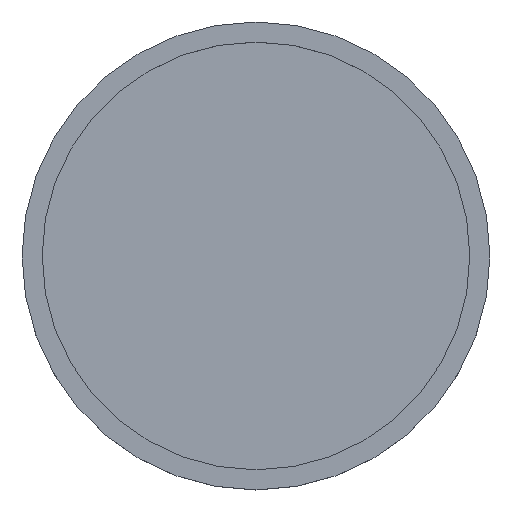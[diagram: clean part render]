
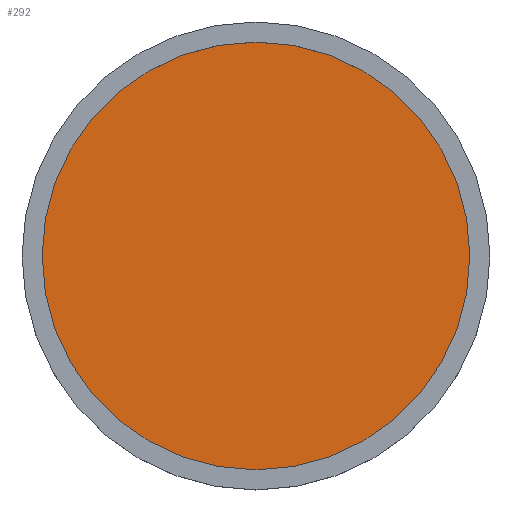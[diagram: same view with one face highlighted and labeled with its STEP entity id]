
A CAD part, top view. The second image highlights one B-rep face of the part: STEP entity #292.
In plain terms, the highlighted planar face has unit normal (0, 0, 1).
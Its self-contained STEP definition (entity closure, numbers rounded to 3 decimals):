
#1 = CIRCLE ( 'NONE', #35, 22.85 ) ;
#8 = DIRECTION ( 'NONE',  ( 0., 0., 1. ) ) ;
#24 = DIRECTION ( 'NONE',  ( 0., 0., 1. ) ) ;
#35 = AXIS2_PLACEMENT_3D ( 'NONE', #314, #8, #269 ) ;
#39 = EDGE_CURVE ( 'NONE', #271, #88, #286, .T. ) ;
#48 = AXIS2_PLACEMENT_3D ( 'NONE', #275, #24, #249 ) ;
#66 = FACE_OUTER_BOUND ( 'NONE', #171, .T. ) ;
#88 = VERTEX_POINT ( 'NONE', #262 ) ;
#89 = DIRECTION ( 'NONE',  ( 1., 0., 0. ) ) ;
#91 = AXIS2_PLACEMENT_3D ( 'NONE', #191, #94, #89 ) ;
#94 = DIRECTION ( 'NONE',  ( 0., 0., 1. ) ) ;
#104 = EDGE_CURVE ( 'NONE', #88, #271, #1, .T. ) ;
#109 = ORIENTED_EDGE ( 'NONE', *, *, #39, .T. ) ;
#126 = CARTESIAN_POINT ( 'NONE',  ( -22.85, 0., 3. ) ) ;
#171 = EDGE_LOOP ( 'NONE', ( #300, #109 ) ) ;
#191 = CARTESIAN_POINT ( 'NONE',  ( 0., 0., 3. ) ) ;
#227 = PLANE ( 'NONE',  #48 ) ;
#249 = DIRECTION ( 'NONE',  ( 1., 0., 0. ) ) ;
#262 = CARTESIAN_POINT ( 'NONE',  ( 22.85, 0., 3. ) ) ;
#269 = DIRECTION ( 'NONE',  ( 1., 0., 0. ) ) ;
#271 = VERTEX_POINT ( 'NONE', #126 ) ;
#275 = CARTESIAN_POINT ( 'NONE',  ( 0., 0., 3. ) ) ;
#286 = CIRCLE ( 'NONE', #91, 22.85 ) ;
#292 = ADVANCED_FACE ( 'NONE', ( #66 ), #227, .T. ) ;
#300 = ORIENTED_EDGE ( 'NONE', *, *, #104, .T. ) ;
#314 = CARTESIAN_POINT ( 'NONE',  ( 0., 0., 3. ) ) ;
